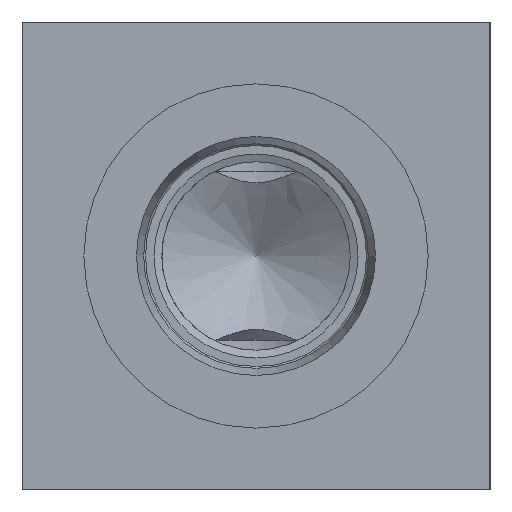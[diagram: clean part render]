
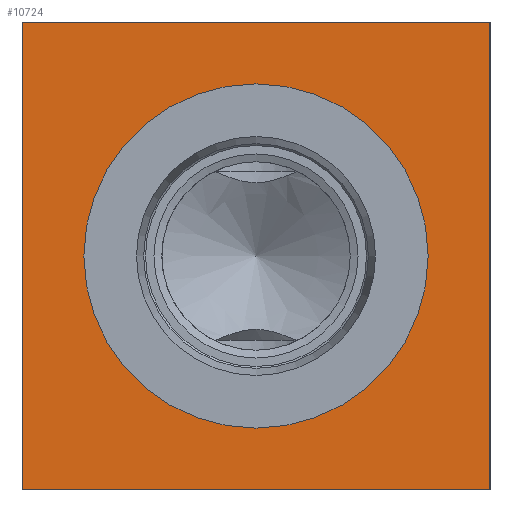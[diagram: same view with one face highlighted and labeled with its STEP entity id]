
A CAD part, left-side view. The second image highlights one B-rep face of the part: STEP entity #10724.
In plain terms, the highlighted planar face has unit normal (-1, 0, 0).
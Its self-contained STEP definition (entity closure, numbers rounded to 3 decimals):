
#644=CIRCLE('',#11624,21.019);
#645=CIRCLE('',#11625,21.019);
#740=FACE_BOUND('',#2226,.T.);
#1015=PLANE('',#11638);
#1577=FACE_OUTER_BOUND('',#2225,.T.);
#2225=EDGE_LOOP('',(#9708,#9709,#9710,#9711));
#2226=EDGE_LOOP('',(#9712,#9713));
#2521=LINE('',#16418,#3378);
#3101=LINE('',#18818,#3958);
#3102=LINE('',#18819,#3959);
#3103=LINE('',#18820,#3960);
#3378=VECTOR('',#12053,10.);
#3958=VECTOR('',#14285,10.);
#3959=VECTOR('',#14286,10.);
#3960=VECTOR('',#14287,10.);
#4486=VERTEX_POINT('',#16411);
#4489=VERTEX_POINT('',#16416);
#5208=VERTEX_POINT('',#18787);
#5209=VERTEX_POINT('',#18788);
#5218=VERTEX_POINT('',#18816);
#5219=VERTEX_POINT('',#18817);
#5675=EDGE_CURVE('',#4489,#4486,#2521,.T.);
#6715=EDGE_CURVE('',#5208,#5209,#644,.T.);
#6716=EDGE_CURVE('',#5209,#5208,#645,.T.);
#6729=EDGE_CURVE('',#5218,#5219,#3101,.T.);
#6730=EDGE_CURVE('',#5219,#4486,#3102,.T.);
#6731=EDGE_CURVE('',#5218,#4489,#3103,.T.);
#9708=ORIENTED_EDGE('',*,*,#6729,.T.);
#9709=ORIENTED_EDGE('',*,*,#6730,.T.);
#9710=ORIENTED_EDGE('',*,*,#5675,.F.);
#9711=ORIENTED_EDGE('',*,*,#6731,.F.);
#9712=ORIENTED_EDGE('',*,*,#6715,.T.);
#9713=ORIENTED_EDGE('',*,*,#6716,.T.);
#10724=ADVANCED_FACE('',(#1577,#740),#1015,.T.);
#11624=AXIS2_PLACEMENT_3D('',#18789,#14251,#14252);
#11625=AXIS2_PLACEMENT_3D('',#18790,#14253,#14254);
#11638=AXIS2_PLACEMENT_3D('',#18815,#14283,#14284);
#12053=DIRECTION('',(0.,-1.,0.));
#14251=DIRECTION('center_axis',(1.,0.,0.));
#14252=DIRECTION('ref_axis',(0.,0.,1.));
#14253=DIRECTION('center_axis',(1.,0.,0.));
#14254=DIRECTION('ref_axis',(0.,0.,1.));
#14283=DIRECTION('center_axis',(-1.,0.,0.));
#14284=DIRECTION('ref_axis',(0.,-1.,0.));
#14285=DIRECTION('',(0.,-1.,0.));
#14286=DIRECTION('',(0.,0.,1.));
#14287=DIRECTION('',(0.,0.,1.));
#16411=CARTESIAN_POINT('',(0.,0.,57.15));
#16416=CARTESIAN_POINT('',(0.,57.15,57.15));
#16418=CARTESIAN_POINT('',(0.,57.15,57.15));
#18787=CARTESIAN_POINT('',(0.,28.575,49.594));
#18788=CARTESIAN_POINT('',(0.,28.575,7.556));
#18789=CARTESIAN_POINT('Origin',(0.,28.575,28.575));
#18790=CARTESIAN_POINT('Origin',(0.,28.575,28.575));
#18815=CARTESIAN_POINT('Origin',(0.,57.15,0.));
#18816=CARTESIAN_POINT('',(0.,57.15,0.));
#18817=CARTESIAN_POINT('',(0.,0.,0.));
#18818=CARTESIAN_POINT('',(0.,57.15,0.));
#18819=CARTESIAN_POINT('',(0.,0.,0.));
#18820=CARTESIAN_POINT('',(0.,57.15,0.));
